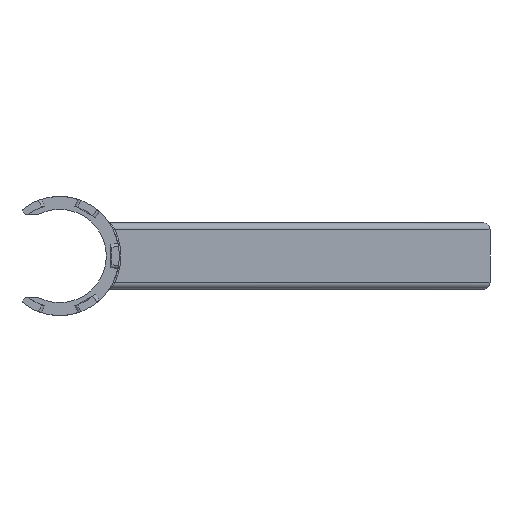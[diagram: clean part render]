
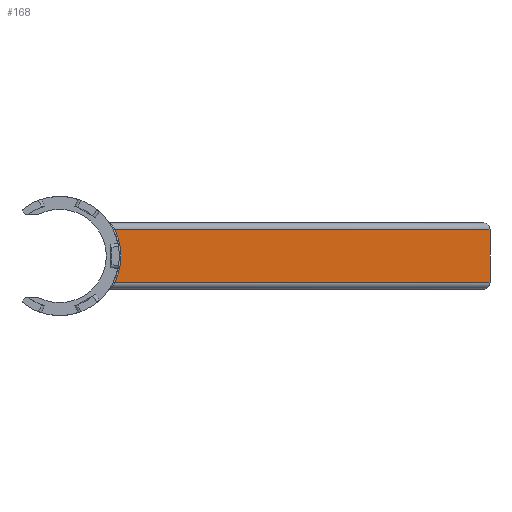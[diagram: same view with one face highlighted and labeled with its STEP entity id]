
A CAD part, left-side view. The second image highlights one B-rep face of the part: STEP entity #168.
In plain terms, the highlighted planar face has unit normal (-1, 0, 0).
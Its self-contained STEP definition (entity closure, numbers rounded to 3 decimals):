
#168 = ADVANCED_FACE( '', ( #335 ), #336, .T. );
#335 = FACE_OUTER_BOUND( '', #1350, .T. );
#336 = PLANE( '', #1351 );
#1350 = EDGE_LOOP( '', ( #1774, #1775, #1776, #1777 ) );
#1351 = AXIS2_PLACEMENT_3D( '', #1778, #1779, #1780 );
#1774 = ORIENTED_EDGE( '', *, *, #2011, .T. );
#1775 = ORIENTED_EDGE( '', *, *, #1916, .T. );
#1776 = ORIENTED_EDGE( '', *, *, #1931, .T. );
#1777 = ORIENTED_EDGE( '', *, *, #2017, .F. );
#1778 = CARTESIAN_POINT( '', ( 4.6, 0., 0. ) );
#1779 = DIRECTION( '', ( -1., 0., 0. ) );
#1780 = DIRECTION( '', ( 0., 0., 1. ) );
#1916 = EDGE_CURVE( '', #2032, #2049, #2156, .F. );
#1931 = EDGE_CURVE( '', #2049, #2179, #2180, .F. );
#2011 = EDGE_CURVE( '', #2108, #2032, #2285, .F. );
#2017 = EDGE_CURVE( '', #2108, #2179, #2291, .T. );
#2032 = VERTEX_POINT( '', #2376 );
#2049 = VERTEX_POINT( '', #2654 );
#2108 = VERTEX_POINT( '', #2880 );
#2156 = CIRCLE( '', #3004, 18.5 );
#2179 = VERTEX_POINT( '', #3093 );
#2180 = LINE( '', #3094, #3095 );
#2285 = LINE( '', #3338, #3339 );
#2291 = LINE( '', #3346, #3347 );
#2376 = CARTESIAN_POINT( '', ( 4.6, -16.681, 8. ) );
#2654 = CARTESIAN_POINT( '', ( 4.6, -16.681, -8. ) );
#2880 = CARTESIAN_POINT( '', ( 4.6, -130., 8. ) );
#3004 = AXIS2_PLACEMENT_3D( '', #3443, #3444, #3445 );
#3093 = CARTESIAN_POINT( '', ( 4.6, -130., -8. ) );
#3094 = CARTESIAN_POINT( '', ( 4.6, 0., -8. ) );
#3095 = VECTOR( '', #3452, 1000. );
#3338 = CARTESIAN_POINT( '', ( 4.6, 0., 8. ) );
#3339 = VECTOR( '', #3535, 1000. );
#3346 = CARTESIAN_POINT( '', ( 4.6, -130., 10. ) );
#3347 = VECTOR( '', #3537, 1000. );
#3443 = CARTESIAN_POINT( '', ( 4.6, 0., 0. ) );
#3444 = DIRECTION( '', ( -1., 0., 0. ) );
#3445 = DIRECTION( '', ( 0., 0., 1. ) );
#3452 = DIRECTION( '', ( 0., 1., 0. ) );
#3535 = DIRECTION( '', ( 0., -1., 0. ) );
#3537 = DIRECTION( '', ( 0., 0., -1. ) );
